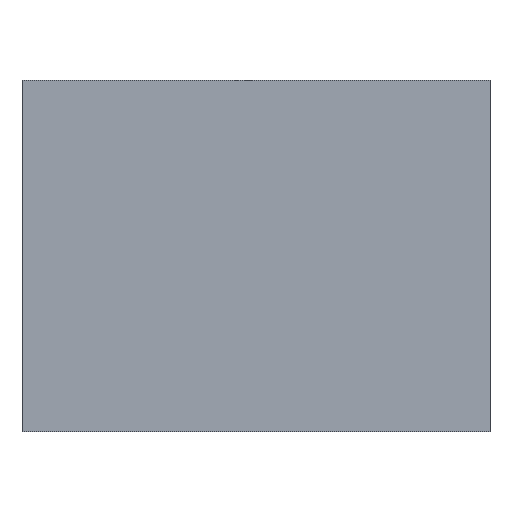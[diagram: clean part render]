
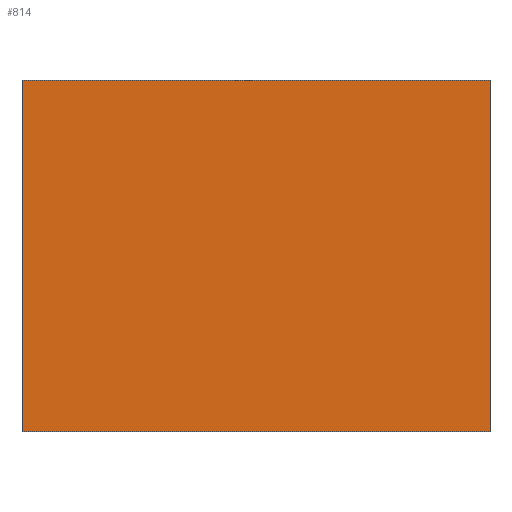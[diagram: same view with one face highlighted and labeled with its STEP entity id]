
A CAD part, front view. The second image highlights one B-rep face of the part: STEP entity #814.
In plain terms, the highlighted planar face has unit normal (0, -1, 0).
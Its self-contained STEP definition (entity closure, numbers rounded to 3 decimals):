
#68=LINE('',#1393,#130);
#72=LINE('',#1399,#134);
#73=LINE('',#1402,#135);
#74=LINE('',#1403,#136);
#130=VECTOR('',#1176,10.);
#134=VECTOR('',#1182,10.);
#135=VECTOR('',#1185,10.);
#136=VECTOR('',#1186,10.);
#187=FACE_OUTER_BOUND('',#239,.T.);
#239=EDGE_LOOP('',(#646,#647,#648,#649));
#338=VERTEX_POINT('',#1391);
#339=VERTEX_POINT('',#1392);
#340=VERTEX_POINT('',#1397);
#341=VERTEX_POINT('',#1401);
#440=EDGE_CURVE('',#338,#339,#68,.T.);
#444=EDGE_CURVE('',#339,#340,#72,.T.);
#445=EDGE_CURVE('',#340,#341,#73,.T.);
#446=EDGE_CURVE('',#338,#341,#74,.T.);
#646=ORIENTED_EDGE('',*,*,#445,.T.);
#647=ORIENTED_EDGE('',*,*,#446,.F.);
#648=ORIENTED_EDGE('',*,*,#440,.T.);
#649=ORIENTED_EDGE('',*,*,#444,.T.);
#709=PLANE('',#933);
#814=ADVANCED_FACE('',(#187),#709,.T.);
#933=AXIS2_PLACEMENT_3D('',#1400,#1183,#1184);
#1176=DIRECTION('',(1.,0.,0.));
#1182=DIRECTION('',(0.,0.,1.));
#1183=DIRECTION('center_axis',(0.,-1.,0.));
#1184=DIRECTION('ref_axis',(0.,0.,-1.));
#1185=DIRECTION('',(-1.,0.,0.));
#1186=DIRECTION('',(0.,0.,1.));
#1391=CARTESIAN_POINT('',(-40.,0.,-30.));
#1392=CARTESIAN_POINT('',(40.,0.,-30.));
#1393=CARTESIAN_POINT('',(-40.,0.,-30.));
#1397=CARTESIAN_POINT('',(40.,0.,30.));
#1399=CARTESIAN_POINT('',(40.,0.,0.));
#1400=CARTESIAN_POINT('Origin',(40.,0.,0.));
#1401=CARTESIAN_POINT('',(-40.,0.,30.));
#1402=CARTESIAN_POINT('',(-40.,0.,30.));
#1403=CARTESIAN_POINT('',(-40.,0.,0.));
